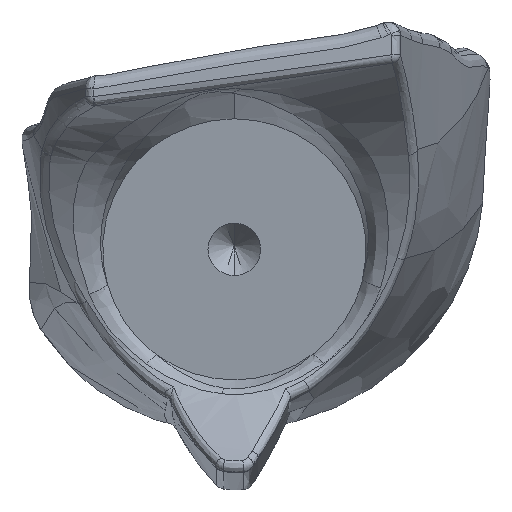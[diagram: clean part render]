
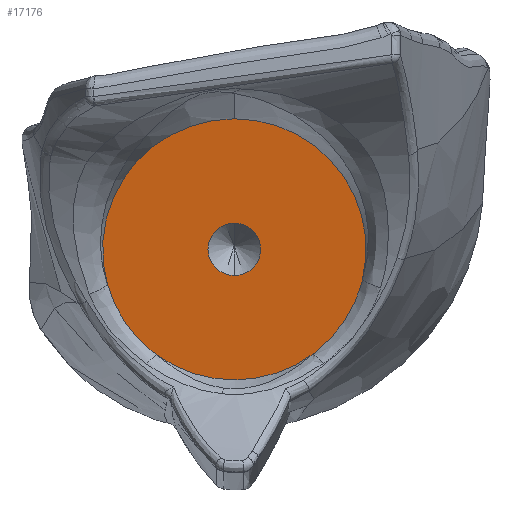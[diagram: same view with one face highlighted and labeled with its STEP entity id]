
A CAD part, left-side view. The second image highlights one B-rep face of the part: STEP entity #17176.
In plain terms, the highlighted planar face has unit normal (-0.991, -0.003, -0.134).
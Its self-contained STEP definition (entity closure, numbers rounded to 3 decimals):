
#17 = CARTESIAN_POINT ( 'NONE',  ( 16.854, 5.356, -14.764 ) ) ;
#385 = VERTEX_POINT ( 'NONE', #19286 ) ;
#1103 = VERTEX_POINT ( 'NONE', #22763 ) ;
#1470 = CARTESIAN_POINT ( 'NONE',  ( 16.513, -10.4, -11.885 ) ) ;
#1934 = DIRECTION ( 'NONE',  ( -0.134, 0., 0.991 ) ) ;
#2409 = EDGE_CURVE ( 'NONE', #14526, #31094, #19154, .T. ) ;
#2751 = VERTEX_POINT ( 'NONE', #10801 ) ;
#2995 = CIRCLE ( 'NONE', #4527, 10. ) ;
#3690 = CARTESIAN_POINT ( 'NONE',  ( 16.221, -11.174, -9.701 ) ) ;
#4008 = CARTESIAN_POINT ( 'NONE',  ( 16.883, -8.32, -14.67 ) ) ;
#4127 = CARTESIAN_POINT ( 'NONE',  ( 15.889, -1.433, -7.464 ) ) ;
#4279 = DIRECTION ( 'NONE',  ( -0.991, -0.003, -0.134 ) ) ;
#4396 = VERTEX_POINT ( 'NONE', #22372 ) ;
#4527 = AXIS2_PLACEMENT_3D ( 'NONE', #6373, #28204, #1934 ) ;
#5166 = VERTEX_POINT ( 'NONE', #12115 ) ;
#6070 = AXIS2_PLACEMENT_3D ( 'NONE', #19019, #28440, #7084 ) ;
#6373 = CARTESIAN_POINT ( 'NONE',  ( 15.889, -1.433, -7.464 ) ) ;
#6660 = DIRECTION ( 'NONE',  ( -0.134, 0., 0.991 ) ) ;
#6895 = EDGE_CURVE ( 'NONE', #1103, #385, #8926, .T. ) ;
#6987 = CARTESIAN_POINT ( 'NONE',  ( 16.685, 6.492, -13.536 ) ) ;
#7084 = DIRECTION ( 'NONE',  ( -0.134, 0., 0.991 ) ) ;
#7564 = PLANE ( 'NONE',  #30631 ) ;
#8559 = DIRECTION ( 'NONE',  ( -0.134, 0., 0.991 ) ) ;
#8907 = CARTESIAN_POINT ( 'NONE',  ( 16.934, -7.884, -15.056 ) ) ;
#8926 = B_SPLINE_CURVE_WITH_KNOTS ( 'NONE', 3,
 ( #9345, #21729, #19386, #6987, #16727, #17, #18782, #28946 ),
 .UNSPECIFIED., .F., .F.,
 ( 4, 2, 2, 4 ),
 ( 0., 0.5, 0.75, 1. ),
 .UNSPECIFIED. ) ;
#9211 = CARTESIAN_POINT ( 'NONE',  ( 16.979, -7.414, -15.403 ) ) ;
#9345 = CARTESIAN_POINT ( 'NONE',  ( 16.212, 8.216, -10.069 ) ) ;
#9496 = ORIENTED_EDGE ( 'NONE', *, *, #27006, .T. ) ;
#10064 = DIRECTION ( 'NONE',  ( -0.134, 0., 0.991 ) ) ;
#10577 = DIRECTION ( 'NONE',  ( -0.991, -0.003, -0.134 ) ) ;
#10801 = CARTESIAN_POINT ( 'NONE',  ( 16.157, -1.433, -9.446 ) ) ;
#11571 = CARTESIAN_POINT ( 'NONE',  ( 16.581, -10.124, -12.396 ) ) ;
#11809 = FACE_OUTER_BOUND ( 'NONE', #27243, .T. ) ;
#12115 = CARTESIAN_POINT ( 'NONE',  ( 14.551, -1.433, 2.447 ) ) ;
#12118 = CARTESIAN_POINT ( 'NONE',  ( 14.611, 0.044, 1.972 ) ) ;
#14199 = EDGE_CURVE ( 'NONE', #4396, #2751, #31126, .T. ) ;
#14526 = VERTEX_POINT ( 'NONE', #21116 ) ;
#14541 = EDGE_CURVE ( 'NONE', #385, #14526, #28612, .T. ) ;
#14856 = EDGE_CURVE ( 'NONE', #5166, #1103, #2995, .T. ) ;
#15079 = AXIS2_PLACEMENT_3D ( 'NONE', #25805, #4279, #8559 ) ;
#15121 = CIRCLE ( 'NONE', #19145, 10. ) ;
#15286 = CARTESIAN_POINT ( 'NONE',  ( 15.889, -1.433, -7.464 ) ) ;
#16249 = DIRECTION ( 'NONE',  ( -0.991, -0.003, -0.134 ) ) ;
#16727 = CARTESIAN_POINT ( 'NONE',  ( 16.744, 6.138, -13.965 ) ) ;
#17156 = DIRECTION ( 'NONE',  ( -0.991, -0.003, -0.134 ) ) ;
#17176 = ADVANCED_FACE ( 'NONE', ( #23740, #11809 ), #7564, .T. ) ;
#17801 = ORIENTED_EDGE ( 'NONE', *, *, #14199, .F. ) ;
#18116 = AXIS2_PLACEMENT_3D ( 'NONE', #4127, #16249, #6660 ) ;
#18340 = CARTESIAN_POINT ( 'NONE',  ( 16.711, -9.483, -13.368 ) ) ;
#18782 = CARTESIAN_POINT ( 'NONE',  ( 16.905, 4.934, -15.128 ) ) ;
#19019 = CARTESIAN_POINT ( 'NONE',  ( 15.889, -1.433, -7.464 ) ) ;
#19145 = AXIS2_PLACEMENT_3D ( 'NONE', #15286, #10577, #20170 ) ;
#19154 = B_SPLINE_CURVE_WITH_KNOTS ( 'NONE', 3,
 ( #9211, #8907, #4008, #28210, #18340, #11571, #1470, #25216, #30415, #3690 ),
 .UNSPECIFIED., .F., .F.,
 ( 4, 2, 2, 2, 4 ),
 ( 0., 0.25, 0.5, 0.75, 1. ),
 .UNSPECIFIED. ) ;
#19286 = CARTESIAN_POINT ( 'NONE',  ( 16.95, 4.481, -15.457 ) ) ;
#19386 = CARTESIAN_POINT ( 'NONE',  ( 16.496, 7.446, -12.16 ) ) ;
#20145 = CIRCLE ( 'NONE', #6070, 2. ) ;
#20170 = DIRECTION ( 'NONE',  ( -0.134, 0., 0.991 ) ) ;
#21116 = CARTESIAN_POINT ( 'NONE',  ( 16.979, -7.414, -15.403 ) ) ;
#21138 = CARTESIAN_POINT ( 'NONE',  ( 16.221, -11.174, -9.701 ) ) ;
#21647 = ORIENTED_EDGE ( 'NONE', *, *, #2409, .T. ) ;
#21729 = CARTESIAN_POINT ( 'NONE',  ( 16.357, 7.921, -11.142 ) ) ;
#22372 = CARTESIAN_POINT ( 'NONE',  ( 15.622, -1.433, -5.482 ) ) ;
#22619 = EDGE_LOOP ( 'NONE', ( #17801, #27950 ) ) ;
#22763 = CARTESIAN_POINT ( 'NONE',  ( 16.212, 8.216, -10.069 ) ) ;
#22782 = ORIENTED_EDGE ( 'NONE', *, *, #14856, .T. ) ;
#23740 = FACE_BOUND ( 'NONE', #22619, .T. ) ;
#24006 = EDGE_CURVE ( 'NONE', #2751, #4396, #20145, .T. ) ;
#25216 = CARTESIAN_POINT ( 'NONE',  ( 16.371, -10.86, -10.817 ) ) ;
#25805 = CARTESIAN_POINT ( 'NONE',  ( 15.889, -1.433, -7.464 ) ) ;
#27006 = EDGE_CURVE ( 'NONE', #31094, #5166, #15121, .T. ) ;
#27243 = EDGE_LOOP ( 'NONE', ( #31099, #30621, #21647, #9496, #22782 ) ) ;
#27950 = ORIENTED_EDGE ( 'NONE', *, *, #24006, .F. ) ;
#28204 = DIRECTION ( 'NONE',  ( -0.991, -0.003, -0.134 ) ) ;
#28210 = CARTESIAN_POINT ( 'NONE',  ( 16.771, -9.122, -13.824 ) ) ;
#28440 = DIRECTION ( 'NONE',  ( -0.991, -0.003, -0.134 ) ) ;
#28612 = CIRCLE ( 'NONE', #15079, 10. ) ;
#28946 = CARTESIAN_POINT ( 'NONE',  ( 16.95, 4.481, -15.457 ) ) ;
#30415 = CARTESIAN_POINT ( 'NONE',  ( 16.297, -11.041, -10.267 ) ) ;
#30621 = ORIENTED_EDGE ( 'NONE', *, *, #14541, .T. ) ;
#30631 = AXIS2_PLACEMENT_3D ( 'NONE', #12118, #17156, #10064 ) ;
#31094 = VERTEX_POINT ( 'NONE', #21138 ) ;
#31099 = ORIENTED_EDGE ( 'NONE', *, *, #6895, .T. ) ;
#31126 = CIRCLE ( 'NONE', #18116, 2. ) ;
